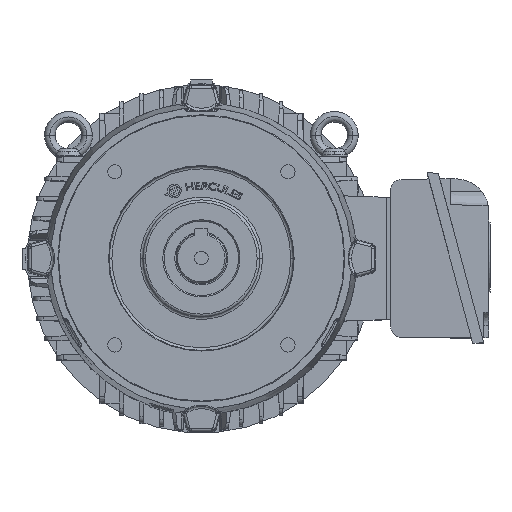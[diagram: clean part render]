
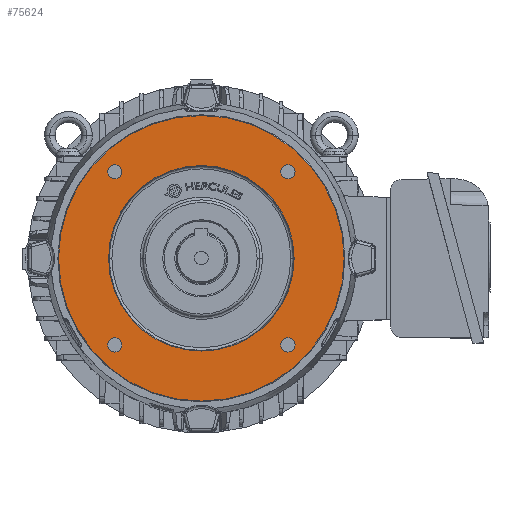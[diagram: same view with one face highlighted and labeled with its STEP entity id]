
A CAD part, top view. The second image highlights one B-rep face of the part: STEP entity #75624.
In plain terms, the highlighted planar face has unit normal (0, 0, 1).
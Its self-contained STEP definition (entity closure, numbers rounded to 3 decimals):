
#592 = CIRCLE ( 'NONE', #81387, 5.358 ) ;
#2112 = ORIENTED_EDGE ( 'NONE', *, *, #35357, .T. ) ;
#2624 = CARTESIAN_POINT ( 'NONE',  ( -70.483, -65.125, 62.5 ) ) ;
#4257 = VERTEX_POINT ( 'NONE', #27023 ) ;
#5037 = DIRECTION ( 'NONE',  ( 0., 0., -1. ) ) ;
#6207 = DIRECTION ( 'NONE',  ( 0., 0., -1. ) ) ;
#7850 = DIRECTION ( 'NONE',  ( -1., 0., 0. ) ) ;
#8285 = DIRECTION ( 'NONE',  ( 0., 0., -1. ) ) ;
#8863 = EDGE_LOOP ( 'NONE', ( #33916, #59965 ) ) ;
#9005 = DIRECTION ( 'NONE',  ( -1., 0., 0. ) ) ;
#11482 = DIRECTION ( 'NONE',  ( 0., 0., -1. ) ) ;
#12111 = CARTESIAN_POINT ( 'NONE',  ( 69.781, 0., 62.5 ) ) ;
#14440 = DIRECTION ( 'NONE',  ( -1., 0., 0. ) ) ;
#15437 = CIRCLE ( 'NONE', #19469, 107.45 ) ;
#16247 = EDGE_CURVE ( 'NONE', #67813, #19091, #70286, .T. ) ;
#16426 = CARTESIAN_POINT ( 'NONE',  ( -69.781, 0., 62.5 ) ) ;
#16537 = CIRCLE ( 'NONE', #63660, 107.45 ) ;
#17156 = DIRECTION ( 'NONE',  ( 0., 0., 1. ) ) ;
#17636 = CARTESIAN_POINT ( 'NONE',  ( 59.766, -65.125, 62.5 ) ) ;
#19059 = CARTESIAN_POINT ( 'NONE',  ( 65.125, -65.125, 62.5 ) ) ;
#19091 = VERTEX_POINT ( 'NONE', #16426 ) ;
#19444 = FACE_BOUND ( 'NONE', #41664, .T. ) ;
#19469 = AXIS2_PLACEMENT_3D ( 'NONE', #33947, #27630, #46206 ) ;
#20620 = ORIENTED_EDGE ( 'NONE', *, *, #16247, .T. ) ;
#21399 = CIRCLE ( 'NONE', #65811, 5.358 ) ;
#21650 = CARTESIAN_POINT ( 'NONE',  ( 0., 0., 62.5 ) ) ;
#22877 = VERTEX_POINT ( 'NONE', #27923 ) ;
#23180 = CIRCLE ( 'NONE', #68978, 5.358 ) ;
#23660 = CIRCLE ( 'NONE', #70750, 5.358 ) ;
#25923 = AXIS2_PLACEMENT_3D ( 'NONE', #78698, #8285, #34832 ) ;
#26613 = FACE_BOUND ( 'NONE', #28184, .T. ) ;
#27023 = CARTESIAN_POINT ( 'NONE',  ( -70.483, 65.125, 62.5 ) ) ;
#27630 = DIRECTION ( 'NONE',  ( 0., 0., 1. ) ) ;
#27664 = AXIS2_PLACEMENT_3D ( 'NONE', #66020, #41150, #7850 ) ;
#27923 = CARTESIAN_POINT ( 'NONE',  ( 70.483, 65.125, 62.5 ) ) ;
#28184 = EDGE_LOOP ( 'NONE', ( #20620, #82713 ) ) ;
#28939 = CIRCLE ( 'NONE', #46457, 5.358 ) ;
#28949 = AXIS2_PLACEMENT_3D ( 'NONE', #78046, #59109, #60344 ) ;
#30937 = ORIENTED_EDGE ( 'NONE', *, *, #49681, .T. ) ;
#32391 = AXIS2_PLACEMENT_3D ( 'NONE', #70288, #6207, #45002 ) ;
#33464 = EDGE_LOOP ( 'NONE', ( #79996, #2112 ) ) ;
#33916 = ORIENTED_EDGE ( 'NONE', *, *, #42805, .T. ) ;
#33947 = CARTESIAN_POINT ( 'NONE',  ( 0., 0., 62.5 ) ) ;
#34467 = CARTESIAN_POINT ( 'NONE',  ( -107.45, 0., 62.5 ) ) ;
#34570 = ORIENTED_EDGE ( 'NONE', *, *, #57974, .T. ) ;
#34832 = DIRECTION ( 'NONE',  ( -1., 0., 0. ) ) ;
#34977 = CARTESIAN_POINT ( 'NONE',  ( 59.766, 65.125, 62.5 ) ) ;
#35357 = EDGE_CURVE ( 'NONE', #80064, #55799, #16537, .T. ) ;
#38531 = DIRECTION ( 'NONE',  ( 0., 0., -1. ) ) ;
#38844 = FACE_BOUND ( 'NONE', #51778, .T. ) ;
#39266 = FACE_BOUND ( 'NONE', #46030, .T. ) ;
#41150 = DIRECTION ( 'NONE',  ( 0., 0., -1. ) ) ;
#41664 = EDGE_LOOP ( 'NONE', ( #72956, #34570 ) ) ;
#42805 = EDGE_CURVE ( 'NONE', #4257, #50175, #78816, .T. ) ;
#44069 = CARTESIAN_POINT ( 'NONE',  ( -65.125, -65.125, 62.5 ) ) ;
#44679 = AXIS2_PLACEMENT_3D ( 'NONE', #21650, #47407, #9005 ) ;
#44768 = CARTESIAN_POINT ( 'NONE',  ( -59.766, -65.125, 62.5 ) ) ;
#44940 = CARTESIAN_POINT ( 'NONE',  ( -59.766, 65.125, 62.5 ) ) ;
#45002 = DIRECTION ( 'NONE',  ( -1., 0., 0. ) ) ;
#45177 = FACE_BOUND ( 'NONE', #8863, .T. ) ;
#46030 = EDGE_LOOP ( 'NONE', ( #63254, #47328 ) ) ;
#46097 = DIRECTION ( 'NONE',  ( 0., 0., -1. ) ) ;
#46206 = DIRECTION ( 'NONE',  ( -1., 0., 0. ) ) ;
#46457 = AXIS2_PLACEMENT_3D ( 'NONE', #61971, #55689, #67439 ) ;
#47328 = ORIENTED_EDGE ( 'NONE', *, *, #75380, .T. ) ;
#47407 = DIRECTION ( 'NONE',  ( 0., 0., -1. ) ) ;
#49681 = EDGE_CURVE ( 'NONE', #64181, #50951, #63364, .T. ) ;
#50175 = VERTEX_POINT ( 'NONE', #44940 ) ;
#50951 = VERTEX_POINT ( 'NONE', #2624 ) ;
#51778 = EDGE_LOOP ( 'NONE', ( #60447, #30937 ) ) ;
#53925 = VERTEX_POINT ( 'NONE', #79120 ) ;
#55689 = DIRECTION ( 'NONE',  ( 0., 0., -1. ) ) ;
#55799 = VERTEX_POINT ( 'NONE', #34467 ) ;
#56127 = EDGE_CURVE ( 'NONE', #55799, #80064, #15437, .T. ) ;
#57308 = CARTESIAN_POINT ( 'NONE',  ( -65.125, -65.125, 62.5 ) ) ;
#57971 = DIRECTION ( 'NONE',  ( -1., 0., 0. ) ) ;
#57974 = EDGE_CURVE ( 'NONE', #22877, #78177, #23660, .T. ) ;
#59109 = DIRECTION ( 'NONE',  ( 0., 0., -1. ) ) ;
#59588 = CARTESIAN_POINT ( 'NONE',  ( 65.125, 65.125, 62.5 ) ) ;
#59965 = ORIENTED_EDGE ( 'NONE', *, *, #66899, .T. ) ;
#60344 = DIRECTION ( 'NONE',  ( -1., 0., 0. ) ) ;
#60447 = ORIENTED_EDGE ( 'NONE', *, *, #64593, .T. ) ;
#61971 = CARTESIAN_POINT ( 'NONE',  ( 65.125, 65.125, 62.5 ) ) ;
#62289 = CARTESIAN_POINT ( 'NONE',  ( 0., 0., 62.5 ) ) ;
#62328 = CIRCLE ( 'NONE', #25923, 69.781 ) ;
#63254 = ORIENTED_EDGE ( 'NONE', *, *, #72139, .T. ) ;
#63364 = CIRCLE ( 'NONE', #71404, 5.358 ) ;
#63660 = AXIS2_PLACEMENT_3D ( 'NONE', #62289, #17156, #68581 ) ;
#63834 = CARTESIAN_POINT ( 'NONE',  ( 107.45, 0., 62.5 ) ) ;
#64181 = VERTEX_POINT ( 'NONE', #44768 ) ;
#64593 = EDGE_CURVE ( 'NONE', #50951, #64181, #21399, .T. ) ;
#64972 = PLANE ( 'NONE',  #28949 ) ;
#65811 = AXIS2_PLACEMENT_3D ( 'NONE', #44069, #38531, #57971 ) ;
#66020 = CARTESIAN_POINT ( 'NONE',  ( -65.125, 65.125, 62.5 ) ) ;
#66899 = EDGE_CURVE ( 'NONE', #50175, #4257, #80927, .T. ) ;
#67439 = DIRECTION ( 'NONE',  ( -1., 0., 0. ) ) ;
#67813 = VERTEX_POINT ( 'NONE', #12111 ) ;
#68581 = DIRECTION ( 'NONE',  ( -1., 0., 0. ) ) ;
#68682 = DIRECTION ( 'NONE',  ( -1., 0., 0. ) ) ;
#68978 = AXIS2_PLACEMENT_3D ( 'NONE', #19059, #71749, #83156 ) ;
#69248 = CARTESIAN_POINT ( 'NONE',  ( 65.125, -65.125, 62.5 ) ) ;
#70286 = CIRCLE ( 'NONE', #44679, 69.781 ) ;
#70288 = CARTESIAN_POINT ( 'NONE',  ( -65.125, 65.125, 62.5 ) ) ;
#70750 = AXIS2_PLACEMENT_3D ( 'NONE', #59588, #46097, #14440 ) ;
#71404 = AXIS2_PLACEMENT_3D ( 'NONE', #57308, #5037, #68682 ) ;
#71702 = VERTEX_POINT ( 'NONE', #17636 ) ;
#71749 = DIRECTION ( 'NONE',  ( 0., 0., -1. ) ) ;
#72139 = EDGE_CURVE ( 'NONE', #71702, #53925, #23180, .T. ) ;
#72956 = ORIENTED_EDGE ( 'NONE', *, *, #78086, .T. ) ;
#73086 = EDGE_CURVE ( 'NONE', #19091, #67813, #62328, .T. ) ;
#75380 = EDGE_CURVE ( 'NONE', #53925, #71702, #592, .T. ) ;
#75624 = ADVANCED_FACE ( 'NONE', ( #77213, #19444, #45177, #38844, #39266, #26613 ), #64972, .F. ) ;
#75988 = DIRECTION ( 'NONE',  ( -1., 0., 0. ) ) ;
#77213 = FACE_OUTER_BOUND ( 'NONE', #33464, .T. ) ;
#78046 = CARTESIAN_POINT ( 'NONE',  ( 0., 107.95, 62.5 ) ) ;
#78086 = EDGE_CURVE ( 'NONE', #78177, #22877, #28939, .T. ) ;
#78177 = VERTEX_POINT ( 'NONE', #34977 ) ;
#78698 = CARTESIAN_POINT ( 'NONE',  ( 0., 0., 62.5 ) ) ;
#78816 = CIRCLE ( 'NONE', #27664, 5.358 ) ;
#79120 = CARTESIAN_POINT ( 'NONE',  ( 70.483, -65.125, 62.5 ) ) ;
#79996 = ORIENTED_EDGE ( 'NONE', *, *, #56127, .T. ) ;
#80064 = VERTEX_POINT ( 'NONE', #63834 ) ;
#80927 = CIRCLE ( 'NONE', #32391, 5.358 ) ;
#81387 = AXIS2_PLACEMENT_3D ( 'NONE', #69248, #11482, #75988 ) ;
#82713 = ORIENTED_EDGE ( 'NONE', *, *, #73086, .T. ) ;
#83156 = DIRECTION ( 'NONE',  ( -1., 0., 0. ) ) ;
